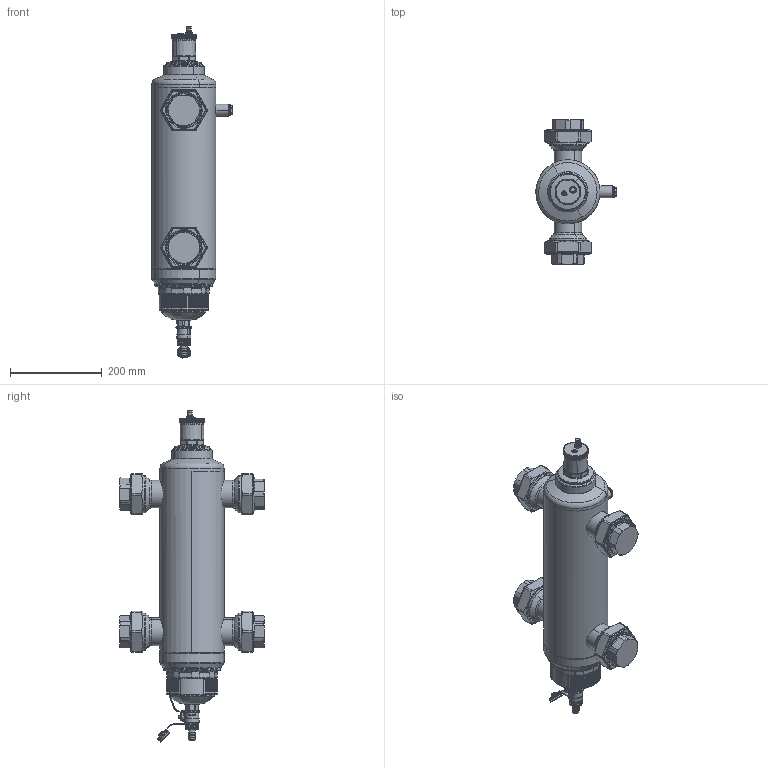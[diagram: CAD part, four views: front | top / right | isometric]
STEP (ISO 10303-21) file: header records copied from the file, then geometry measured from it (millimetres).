
FILE_DESCRIPTION(('CATIA V5 STEP Exchange'),'2;1');
FILE_NAME('549509 (STP).stp','2016-10-24T14:30:54+00:00',('none'),('none'),'CATIA Version 5-6 Release 2014 SP5','CATIA V5 STEP AP203','none');
FILE_SCHEMA(('CONFIG_CONTROL_DESIGN'));
Length unit declared in the file: millimetre
Products named in the file (1): 549509 - TST
Bounding box: 175.15 x 315 x 723.95 mm (x, y, z)
Volume: 9569345.6 mm3; surface area: 446780.9 mm2
Topology: 4 solids, 16 shells, 4104 faces, 10181 edges, 6038 vertices
Faces by surface type: cylinder 1644, plane 909, bspline 684, torus 275, cone 274, revolution 239, sphere 79
Entity records: 159789 total; most frequent: CARTESIAN_POINT 78642, ORIENTED_EDGE 20100, DIRECTION 10682, EDGE_CURVE 10050, VERTEX_POINT 6038, AXIS2_PLACEMENT_3D 5659, EDGE_LOOP 4206, ADVANCED_FACE 4104
